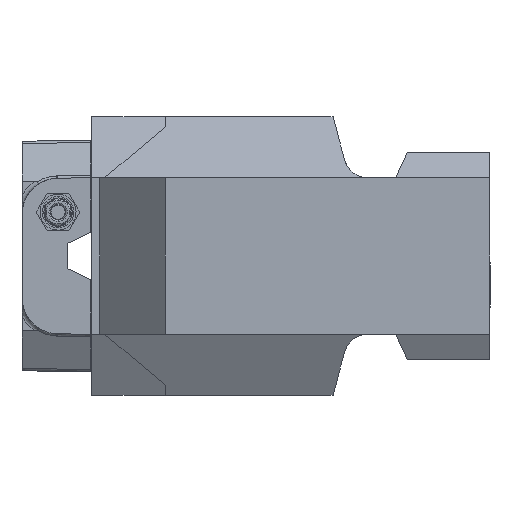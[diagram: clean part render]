
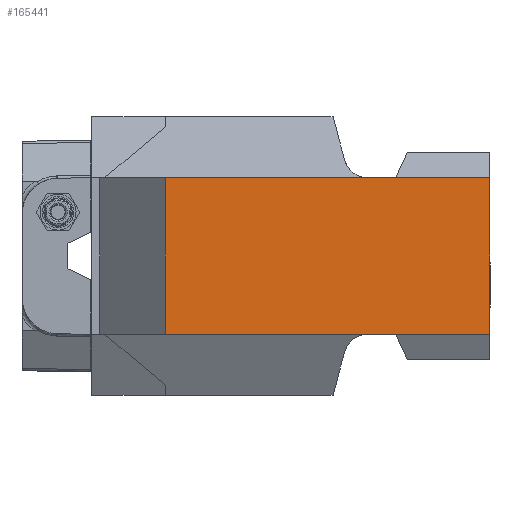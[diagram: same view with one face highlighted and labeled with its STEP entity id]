
A CAD part, left-side view. The second image highlights one B-rep face of the part: STEP entity #165441.
In plain terms, the highlighted planar face has unit normal (-1, 0, 0).
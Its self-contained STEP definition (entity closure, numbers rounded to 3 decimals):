
#12829 = DIRECTION ( 'NONE',  ( 0., -1., 0. ) ) ;
#17346 = CARTESIAN_POINT ( 'NONE',  ( -162.5, 207., -50. ) ) ;
#22480 = VECTOR ( 'NONE', #172212, 1000. ) ;
#42111 = ORIENTED_EDGE ( 'NONE', *, *, #82207, .T. ) ;
#43108 = LINE ( 'NONE', #51305, #147006 ) ;
#47612 = VERTEX_POINT ( 'NONE', #176519 ) ;
#51305 = CARTESIAN_POINT ( 'NONE',  ( -162.5, 0., 50. ) ) ;
#54347 = CARTESIAN_POINT ( 'NONE',  ( -162.5, 207., 50. ) ) ;
#60512 = VECTOR ( 'NONE', #213060, 1000. ) ;
#82207 = EDGE_CURVE ( 'NONE', #107788, #47612, #200684, .T. ) ;
#88248 = ORIENTED_EDGE ( 'NONE', *, *, #225954, .T. ) ;
#90535 = VECTOR ( 'NONE', #229406, 1000. ) ;
#92631 = CARTESIAN_POINT ( 'NONE',  ( -162.5, 0., -50. ) ) ;
#102309 = CARTESIAN_POINT ( 'NONE',  ( -162.5, 0., -50. ) ) ;
#107788 = VERTEX_POINT ( 'NONE', #102309 ) ;
#118576 = LINE ( 'NONE', #17346, #60512 ) ;
#135226 = DIRECTION ( 'NONE',  ( 0., 0., 1. ) ) ;
#136132 = VERTEX_POINT ( 'NONE', #54347 ) ;
#147006 = VECTOR ( 'NONE', #12829, 1000. ) ;
#148525 = ORIENTED_EDGE ( 'NONE', *, *, #159429, .F. ) ;
#152518 = CARTESIAN_POINT ( 'NONE',  ( -162.5, 0., -50. ) ) ;
#159429 = EDGE_CURVE ( 'NONE', #136132, #47612, #43108, .T. ) ;
#165428 = EDGE_CURVE ( 'NONE', #192963, #136132, #118576, .T. ) ;
#165441 = ADVANCED_FACE ( 'NONE', ( #222644 ), #232780, .T. ) ;
#172212 = DIRECTION ( 'NONE',  ( 0., -1., 0. ) ) ;
#173686 = CARTESIAN_POINT ( 'NONE',  ( -162.5, 0., -50. ) ) ;
#176519 = CARTESIAN_POINT ( 'NONE',  ( -162.5, 0., 50. ) ) ;
#192963 = VERTEX_POINT ( 'NONE', #209200 ) ;
#194183 = AXIS2_PLACEMENT_3D ( 'NONE', #173686, #252446, #135226 ) ;
#200684 = LINE ( 'NONE', #92631, #90535 ) ;
#209200 = CARTESIAN_POINT ( 'NONE',  ( -162.5, 207., -50. ) ) ;
#211366 = ORIENTED_EDGE ( 'NONE', *, *, #165428, .F. ) ;
#212592 = EDGE_LOOP ( 'NONE', ( #42111, #148525, #211366, #88248 ) ) ;
#213060 = DIRECTION ( 'NONE',  ( 0., 0., 1. ) ) ;
#222644 = FACE_OUTER_BOUND ( 'NONE', #212592, .T. ) ;
#224308 = LINE ( 'NONE', #152518, #22480 ) ;
#225954 = EDGE_CURVE ( 'NONE', #192963, #107788, #224308, .T. ) ;
#229406 = DIRECTION ( 'NONE',  ( 0., 0., 1. ) ) ;
#232780 = PLANE ( 'NONE',  #194183 ) ;
#252446 = DIRECTION ( 'NONE',  ( -1., 0., 0. ) ) ;
